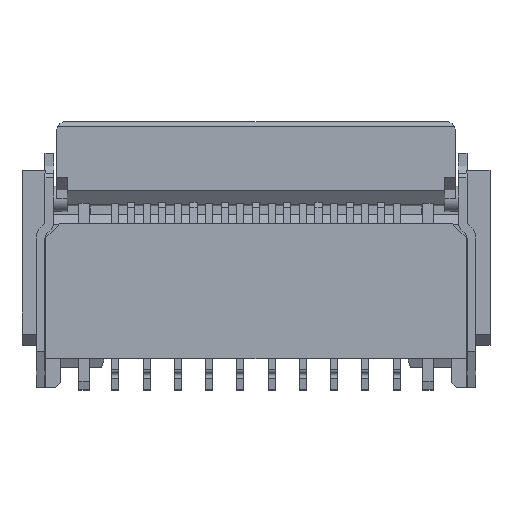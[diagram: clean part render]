
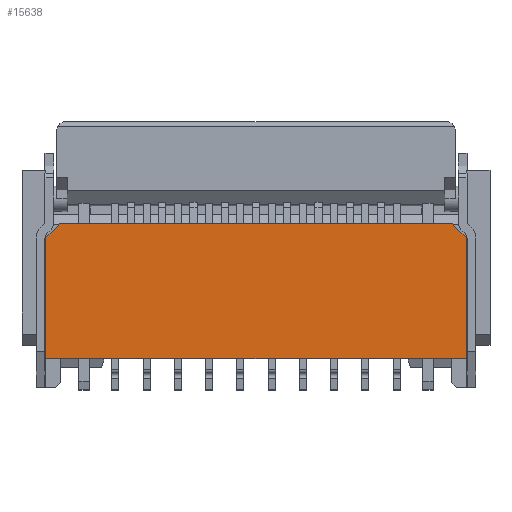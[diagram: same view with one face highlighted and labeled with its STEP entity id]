
A CAD part, top view. The second image highlights one B-rep face of the part: STEP entity #15638.
In plain terms, the highlighted planar face has unit normal (0, 0, 1).
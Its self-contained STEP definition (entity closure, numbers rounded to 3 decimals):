
#789=FACE_OUTER_BOUND($,#1657,.T.);
#1657=EDGE_LOOP($,(#11368,#11369,#11370,#11371,#11372,#11373));
#2700=LINE($,#22818,#4672);
#2702=LINE($,#22822,#4674);
#2708=LINE($,#22834,#4680);
#2971=LINE($,#23418,#4943);
#2972=LINE($,#23421,#4944);
#2973=LINE($,#23422,#4945);
#4672=VECTOR($,#18283,1.358);
#4674=VECTOR($,#18287,4.705);
#4680=VECTOR($,#18297,1.358);
#4943=VECTOR($,#18854,0.212);
#4944=VECTOR($,#18857,4.405);
#4945=VECTOR($,#18858,0.212);
#6544=VERTEX_POINT($,#22815);
#6545=VERTEX_POINT($,#22817);
#6546=VERTEX_POINT($,#22821);
#6550=VERTEX_POINT($,#22832);
#6724=VERTEX_POINT($,#23416);
#6725=VERTEX_POINT($,#23420);
#8192=EDGE_CURVE($,#6545,#6544,#2700,.T.);
#8194=EDGE_CURVE($,#6546,#6545,#2702,.T.);
#8200=EDGE_CURVE($,#6550,#6546,#2708,.T.);
#8501=EDGE_CURVE($,#6544,#6724,#2971,.T.);
#8502=EDGE_CURVE($,#6725,#6724,#2972,.T.);
#8503=EDGE_CURVE($,#6725,#6550,#2973,.T.);
#11368=ORIENTED_EDGE($,*,*,#8200,.T.);
#11369=ORIENTED_EDGE($,*,*,#8194,.T.);
#11370=ORIENTED_EDGE($,*,*,#8192,.T.);
#11371=ORIENTED_EDGE($,*,*,#8501,.T.);
#11372=ORIENTED_EDGE($,*,*,#8502,.F.);
#11373=ORIENTED_EDGE($,*,*,#8503,.T.);
#14903=PLANE($,#16656);
#15638=ADVANCED_FACE($,(#789),#14903,.T.);
#16656=AXIS2_PLACEMENT_3D($,#23419,#18855,#18856);
#18283=DIRECTION($,(0.,1.,0.));
#18287=DIRECTION($,(1.,0.,0.));
#18297=DIRECTION($,(0.,-1.,0.));
#18854=DIRECTION($,(-0.707,0.707,0.));
#18855=DIRECTION('center_axis',(0.,0.,1.));
#18856=DIRECTION('ref_axis',(0.,-1.,0.));
#18857=DIRECTION($,(1.,0.,0.));
#18858=DIRECTION($,(-0.707,-0.707,0.));
#22815=CARTESIAN_POINT('',(2.353,0.383,0.52));
#22817=CARTESIAN_POINT('',(2.353,-0.975,0.52));
#22818=CARTESIAN_POINT($,(2.353,0.383,0.52));
#22821=CARTESIAN_POINT('',(-2.353,-0.975,0.52));
#22822=CARTESIAN_POINT($,(-2.193,-0.975,0.52));
#22832=CARTESIAN_POINT('',(-2.353,0.383,0.52));
#22834=CARTESIAN_POINT($,(-2.353,-0.975,0.52));
#23416=CARTESIAN_POINT('',(2.203,0.533,0.52));
#23418=CARTESIAN_POINT($,(2.203,0.533,0.52));
#23419=CARTESIAN_POINT('Origin',(-2.62,1.325,0.52));
#23420=CARTESIAN_POINT('',(-2.203,0.533,0.52));
#23421=CARTESIAN_POINT($,(-2.155,0.533,0.52));
#23422=CARTESIAN_POINT($,(-2.353,0.383,0.52));
